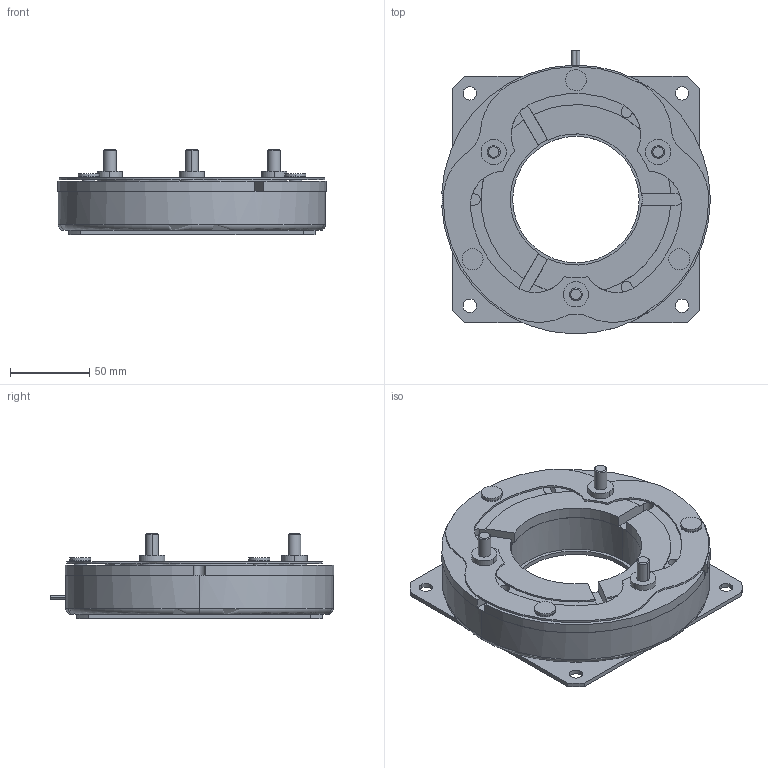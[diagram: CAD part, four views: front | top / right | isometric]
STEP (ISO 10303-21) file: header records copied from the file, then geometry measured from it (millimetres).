
FILE_DESCRIPTION (( 'STEP AP203' ), '1' );
FILE_NAME ('VBE 10_23785000.STEP', '2016-06-16T05:35:37', ( ' ' ), ( '' ), 'SwSTEP 2.0', 'SolidWorks 2009', '' );
FILE_SCHEMA (( 'CONFIG_CONTROL_DESIGN' ));
Length unit declared in the file: millimetre
Products named in the file (1): VBE 10_23785000
Bounding box: 169.93 x 179.47 x 54 mm (x, y, z)
Volume: 593078.8 mm3; surface area: 89988.7 mm2
Topology: 1 solids, 1 shells, 178 faces, 463 edges, 294 vertices
Faces by surface type: cylinder 110, plane 56, cone 6, torus 6
Entity records: 5706 total; most frequent: DIRECTION 1075, CARTESIAN_POINT 1008, ORIENTED_EDGE 918, EDGE_CURVE 459, AXIS2_PLACEMENT_3D 441, VERTEX_POINT 294, CIRCLE 262, EDGE_LOOP 211
